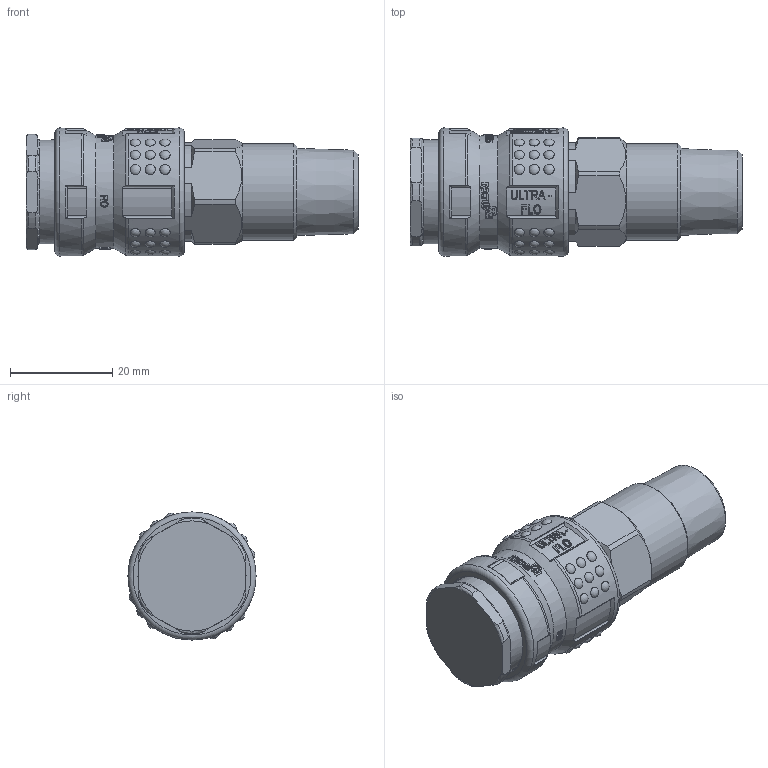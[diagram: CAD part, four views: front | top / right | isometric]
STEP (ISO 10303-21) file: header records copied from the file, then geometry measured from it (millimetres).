
FILE_DESCRIPTION((''),'2;1');
FILE_NAME('1625kaak17spn.stp','2013-01-09T07:14:44',('AS035480'),(''),'Autodesk Inventor 2011','Autodesk Inventor 2011','');
FILE_SCHEMA(('AUTOMOTIVE_DESIGN { 1 0 10303 214 1 1 1 1 }'));
Length unit declared in the file: millimetre
Products named in the file (1): D105567
Bounding box: 64.79 x 25 x 25 mm (x, y, z)
Volume: 21214.7 mm3; surface area: 9345.6 mm2
Topology: 2 solids, 11 shells, 955 faces, 2435 edges, 1624 vertices
Faces by surface type: plane 351, bspline 338, cylinder 155, cone 41, sphere 36, torus 34
Full cylindrical faces by diameter (mm): 15.913 x1, 16.153 x1, 17 x1, 17.2 x1, 17.6 x1, 17.9 x1, 18.8 x1, 19.6 x1, 20.3 x1, 20.7 x1, 22 x1, 25 x2
Entity records: 106225 total; most frequent: CARTESIAN_POINT 85187, ORIENTED_EDGE 4770, DIRECTION 2872, EDGE_CURVE 2385, VERTEX_POINT 1612, EDGE_LOOP 1119, B_SPLINE_CURVE_WITH_KNOTS 1085, AXIS2_PLACEMENT_3D 972
